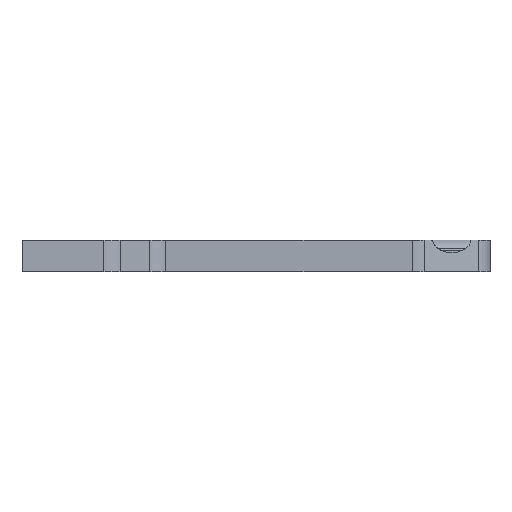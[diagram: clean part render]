
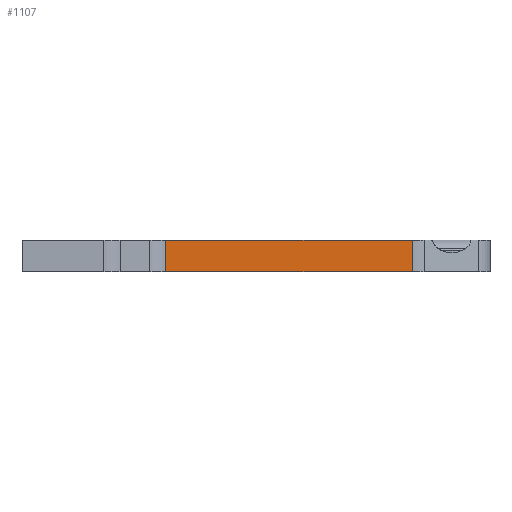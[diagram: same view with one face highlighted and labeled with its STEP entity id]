
A CAD part, left-side view. The second image highlights one B-rep face of the part: STEP entity #1107.
In plain terms, the highlighted planar face has unit normal (-1, 0, 0).
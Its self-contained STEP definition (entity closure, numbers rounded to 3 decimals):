
#84 = PLANE('',#85);
#85 = AXIS2_PLACEMENT_3D('',#86,#87,#88);
#86 = CARTESIAN_POINT('',(0.,24.308,4.5));
#87 = DIRECTION('',(0.,0.,-1.));
#88 = DIRECTION('',(0.,-1.,0.));
#176 = CYLINDRICAL_SURFACE('',#177,4.);
#177 = AXIS2_PLACEMENT_3D('',#178,#179,#180);
#178 = CARTESIAN_POINT('',(-8.5,-5.392,1.5));
#179 = DIRECTION('',(0.,0.,1.));
#180 = DIRECTION('',(-0.857,-0.514,0.));
#453 = PLANE('',#454);
#454 = AXIS2_PLACEMENT_3D('',#455,#456,#457);
#455 = CARTESIAN_POINT('',(0.,73.162,10.));
#456 = DIRECTION('',(0.,0.,1.));
#457 = DIRECTION('',(0.,-1.,0.));
#544 = VERTEX_POINT('',#545);
#545 = CARTESIAN_POINT('',(-12.5,-5.392,4.5));
#571 = EDGE_CURVE('',#544,#572,#574,.T.);
#572 = VERTEX_POINT('',#573);
#573 = CARTESIAN_POINT('',(-12.5,-5.392,10.));
#574 = SURFACE_CURVE('',#575,(#579,#586),.PCURVE_S1.);
#575 = LINE('',#576,#577);
#576 = CARTESIAN_POINT('',(-12.5,-5.392,1.5));
#577 = VECTOR('',#578,1.);
#578 = DIRECTION('',(0.,0.,1.));
#579 = PCURVE('',#176,#580);
#580 = DEFINITIONAL_REPRESENTATION('',(#581),#585);
#581 = LINE('',#582,#583);
#582 = CARTESIAN_POINT('',(-0.54,0.));
#583 = VECTOR('',#584,1.);
#584 = DIRECTION('',(-0.,1.));
#585 = ( GEOMETRIC_REPRESENTATION_CONTEXT(2) 
PARAMETRIC_REPRESENTATION_CONTEXT() REPRESENTATION_CONTEXT('2D SPACE',''
  ) );
#586 = PCURVE('',#587,#592);
#587 = PLANE('',#588);
#588 = AXIS2_PLACEMENT_3D('',#589,#590,#591);
#589 = CARTESIAN_POINT('',(-12.5,-6.5,1.5));
#590 = DIRECTION('',(-1.,0.,0.));
#591 = DIRECTION('',(0.,1.,0.));
#592 = DEFINITIONAL_REPRESENTATION('',(#593),#597);
#593 = LINE('',#594,#595);
#594 = CARTESIAN_POINT('',(1.108,0.));
#595 = VECTOR('',#596,1.);
#596 = DIRECTION('',(0.,-1.));
#597 = ( GEOMETRIC_REPRESENTATION_CONTEXT(2) 
PARAMETRIC_REPRESENTATION_CONTEXT() REPRESENTATION_CONTEXT('2D SPACE',''
  ) );
#750 = VERTEX_POINT('',#751);
#751 = CARTESIAN_POINT('',(-12.5,37.843,10.));
#766 = CYLINDRICAL_SURFACE('',#767,4.);
#767 = AXIS2_PLACEMENT_3D('',#768,#769,#770);
#768 = CARTESIAN_POINT('',(-16.5,37.843,1.5));
#769 = DIRECTION('',(0.,0.,1.));
#770 = DIRECTION('',(1.,0.,0.));
#778 = EDGE_CURVE('',#572,#750,#779,.T.);
#779 = SURFACE_CURVE('',#780,(#784,#790),.PCURVE_S1.);
#780 = LINE('',#781,#782);
#781 = CARTESIAN_POINT('',(-12.5,33.331,10.));
#782 = VECTOR('',#783,1.);
#783 = DIRECTION('',(0.,1.,0.));
#784 = PCURVE('',#453,#785);
#785 = DEFINITIONAL_REPRESENTATION('',(#786),#789);
#786 = B_SPLINE_CURVE_WITH_KNOTS('',1,(#787,#788),.UNSPECIFIED.,.F.,.F.,
  (2,2),(-43.046,8.836),.PIECEWISE_BEZIER_KNOTS.);
#787 = CARTESIAN_POINT('',(82.877,-12.5));
#788 = CARTESIAN_POINT('',(30.995,-12.5));
#789 = ( GEOMETRIC_REPRESENTATION_CONTEXT(2) 
PARAMETRIC_REPRESENTATION_CONTEXT() REPRESENTATION_CONTEXT('2D SPACE',''
  ) );
#790 = PCURVE('',#587,#791);
#791 = DEFINITIONAL_REPRESENTATION('',(#792),#795);
#792 = B_SPLINE_CURVE_WITH_KNOTS('',1,(#793,#794),.UNSPECIFIED.,.F.,.F.,
  (2,2),(-43.046,8.836),.PIECEWISE_BEZIER_KNOTS.);
#793 = CARTESIAN_POINT('',(-3.216,-8.5));
#794 = CARTESIAN_POINT('',(48.667,-8.5));
#795 = ( GEOMETRIC_REPRESENTATION_CONTEXT(2) 
PARAMETRIC_REPRESENTATION_CONTEXT() REPRESENTATION_CONTEXT('2D SPACE',''
  ) );
#1107 = ADVANCED_FACE('',(#1108),#587,.T.);
#1108 = FACE_BOUND('',#1109,.T.);
#1109 = EDGE_LOOP('',(#1110,#1133,#1153,#1154));
#1110 = ORIENTED_EDGE('',*,*,#1111,.F.);
#1111 = EDGE_CURVE('',#1112,#750,#1114,.T.);
#1112 = VERTEX_POINT('',#1113);
#1113 = CARTESIAN_POINT('',(-12.5,37.843,4.5));
#1114 = SURFACE_CURVE('',#1115,(#1119,#1126),.PCURVE_S1.);
#1115 = LINE('',#1116,#1117);
#1116 = CARTESIAN_POINT('',(-12.5,37.843,1.5));
#1117 = VECTOR('',#1118,1.);
#1118 = DIRECTION('',(0.,0.,1.));
#1119 = PCURVE('',#587,#1120);
#1120 = DEFINITIONAL_REPRESENTATION('',(#1121),#1125);
#1121 = LINE('',#1122,#1123);
#1122 = CARTESIAN_POINT('',(44.343,0.));
#1123 = VECTOR('',#1124,1.);
#1124 = DIRECTION('',(0.,-1.));
#1125 = ( GEOMETRIC_REPRESENTATION_CONTEXT(2) 
PARAMETRIC_REPRESENTATION_CONTEXT() REPRESENTATION_CONTEXT('2D SPACE',''
  ) );
#1126 = PCURVE('',#766,#1127);
#1127 = DEFINITIONAL_REPRESENTATION('',(#1128),#1132);
#1128 = LINE('',#1129,#1130);
#1129 = CARTESIAN_POINT('',(0.,0.));
#1130 = VECTOR('',#1131,1.);
#1131 = DIRECTION('',(0.,1.));
#1132 = ( GEOMETRIC_REPRESENTATION_CONTEXT(2) 
PARAMETRIC_REPRESENTATION_CONTEXT() REPRESENTATION_CONTEXT('2D SPACE',''
  ) );
#1133 = ORIENTED_EDGE('',*,*,#1134,.T.);
#1134 = EDGE_CURVE('',#1112,#544,#1135,.T.);
#1135 = SURFACE_CURVE('',#1136,(#1140,#1146),.PCURVE_S1.);
#1136 = LINE('',#1137,#1138);
#1137 = CARTESIAN_POINT('',(-12.5,-18.803,4.5));
#1138 = VECTOR('',#1139,1.);
#1139 = DIRECTION('',(-0.,-1.,-0.));
#1140 = PCURVE('',#587,#1141);
#1141 = DEFINITIONAL_REPRESENTATION('',(#1142),#1145);
#1142 = B_SPLINE_CURVE_WITH_KNOTS('',1,(#1143,#1144),.UNSPECIFIED.,.F.,
  .F.,(2,2),(-60.97,-9.087),.PIECEWISE_BEZIER_KNOTS.);
#1143 = CARTESIAN_POINT('',(48.667,-3.));
#1144 = CARTESIAN_POINT('',(-3.216,-3.));
#1145 = ( GEOMETRIC_REPRESENTATION_CONTEXT(2) 
PARAMETRIC_REPRESENTATION_CONTEXT() REPRESENTATION_CONTEXT('2D SPACE',''
  ) );
#1146 = PCURVE('',#84,#1147);
#1147 = DEFINITIONAL_REPRESENTATION('',(#1148),#1152);
#1148 = LINE('',#1149,#1150);
#1149 = CARTESIAN_POINT('',(43.111,12.5));
#1150 = VECTOR('',#1151,1.);
#1151 = DIRECTION('',(1.,0.));
#1152 = ( GEOMETRIC_REPRESENTATION_CONTEXT(2) 
PARAMETRIC_REPRESENTATION_CONTEXT() REPRESENTATION_CONTEXT('2D SPACE',''
  ) );
#1153 = ORIENTED_EDGE('',*,*,#571,.T.);
#1154 = ORIENTED_EDGE('',*,*,#778,.T.);
